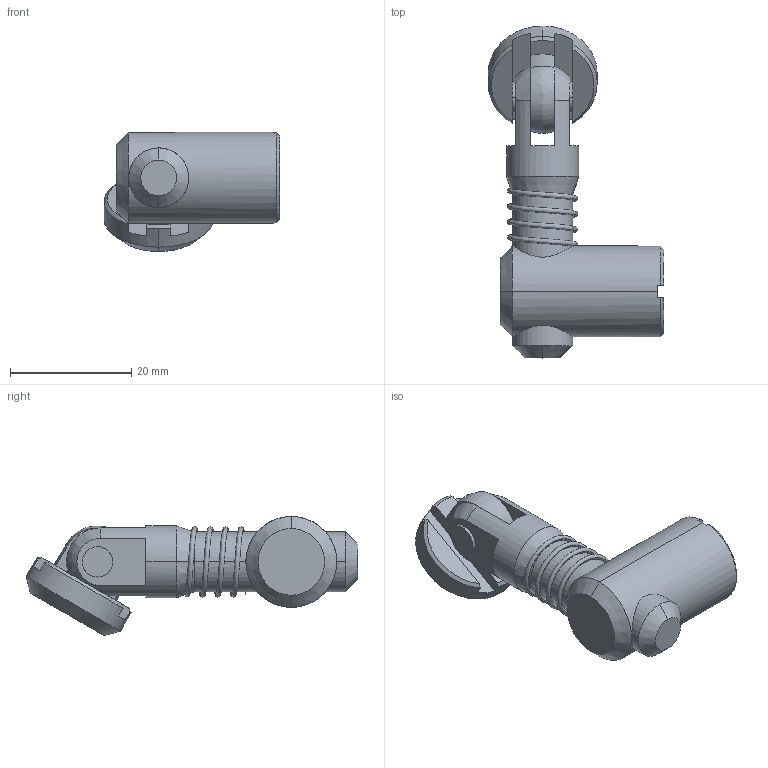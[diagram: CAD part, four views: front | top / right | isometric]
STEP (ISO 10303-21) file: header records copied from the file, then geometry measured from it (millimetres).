
FILE_DESCRIPTION (( 'STEP AP203' ), '1' );
FILE_NAME ('AL-3.11.40.041 Áûñòðîñú¸ìíûé ñîåäèíèòåëü R3-1, ïàç 10, ñåðèÿ 40L.STEP', '2024-03-05T06:49:12', ( '' ), ( '' ), 'SwSTEP 2.0', 'SolidWorks 2021', '' );
FILE_SCHEMA (( 'CONFIG_CONTROL_DESIGN' ));
Length unit declared in the file: millimetre
Products named in the file (1): AL-3.11.40.041 Áûñòðîñú¸ìíûé ñîåäèíèòåëü R3-1, ïàç 10, ñåðèÿ 40L
Bounding box: 29 x 54.79 x 19.66 mm (x, y, z)
Surface area: 5671.9 mm2 (no closed solid volume)
Topology: 0 solids, 6 shells, 86 faces, 233 edges, 153 vertices
Faces by surface type: plane 45, cone 19, cylinder 17, bspline 5
Entity records: 5306 total; most frequent: CARTESIAN_POINT 3132, ORIENTED_EDGE 438, DIRECTION 419, EDGE_CURVE 229, AXIS2_PLACEMENT_3D 156, VERTEX_POINT 153, LINE 107, VECTOR 107
